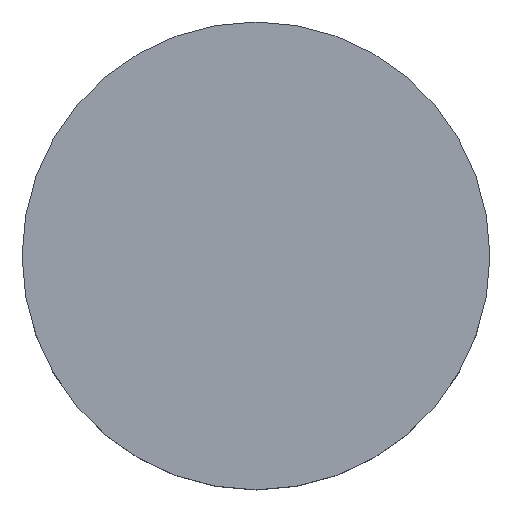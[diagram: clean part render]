
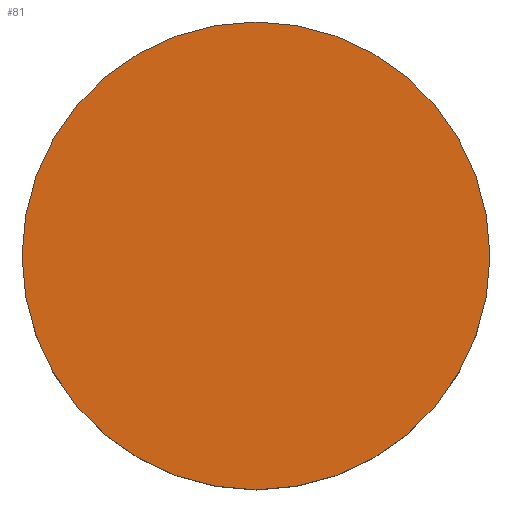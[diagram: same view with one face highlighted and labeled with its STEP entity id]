
A CAD part, top view. The second image highlights one B-rep face of the part: STEP entity #81.
In plain terms, the highlighted planar face has unit normal (0, 0, 1).
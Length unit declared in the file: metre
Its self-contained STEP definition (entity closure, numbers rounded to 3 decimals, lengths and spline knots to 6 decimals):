
#15=PLANE('',#104);
#39=ORIENTED_EDGE('',*,*,#47,.T.);
#47=EDGE_CURVE('',#53,#53,#57,.T.);
#53=VERTEX_POINT('',#148);
#57=CIRCLE('',#101,0.026035);
#65=EDGE_LOOP('',(#39));
#73=FACE_BOUND('',#65,.T.);
#81=ADVANCED_FACE('',(#73),#15,.T.);
#101=AXIS2_PLACEMENT_3D('',#147,#123,#124);
#104=AXIS2_PLACEMENT_3D('',#151,#129,#130);
#123=DIRECTION('',(0.,0.,1.));
#124=DIRECTION('',(0.,-1.,0.));
#129=DIRECTION('',(0.,0.,1.));
#130=DIRECTION('',(1.,0.,0.));
#147=CARTESIAN_POINT('',(0.059575,-0.053228,0.028472));
#148=CARTESIAN_POINT('',(0.059575,-0.079263,0.028472));
#151=CARTESIAN_POINT('',(0.059575,-0.053228,0.028472));
